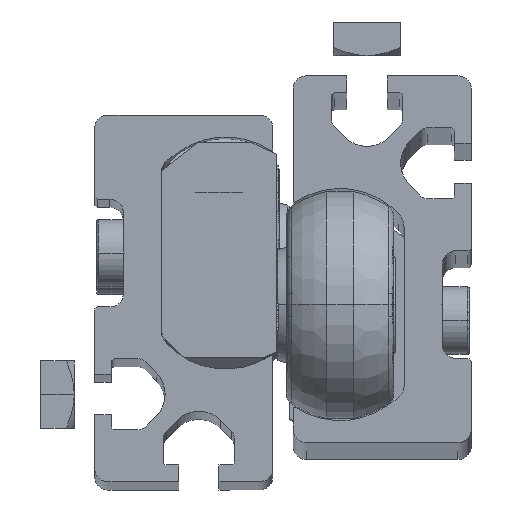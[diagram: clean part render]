
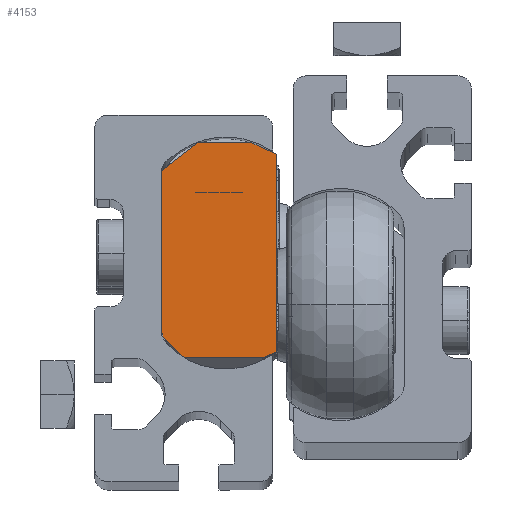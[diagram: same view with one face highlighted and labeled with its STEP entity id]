
A CAD part, top view. The second image highlights one B-rep face of the part: STEP entity #4153.
In plain terms, the highlighted face is planar.
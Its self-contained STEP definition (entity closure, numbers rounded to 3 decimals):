
#397 = DIRECTION ( 'NONE',  ( 0., 1., 0. ) ) ;
#846 = CARTESIAN_POINT ( 'NONE',  ( 19., 16.5, 3. ) ) ;
#849 = EDGE_CURVE ( 'NONE', #4736, #10584, #16844, .T. ) ;
#1104 = LINE ( 'NONE', #23032, #12010 ) ;
#1152 = EDGE_LOOP ( 'NONE', ( #8938, #4608, #17677, #7943, #18151, #18958, #21549, #6794 ) ) ;
#1244 = CARTESIAN_POINT ( 'NONE',  ( 19., -15.5, 5.2 ) ) ;
#1620 = CARTESIAN_POINT ( 'NONE',  ( 19., -14.661, -8.5 ) ) ;
#1830 = VECTOR ( 'NONE', #8679, 1000. ) ;
#2657 = CARTESIAN_POINT ( 'NONE',  ( 19., 16.5, -4.6 ) ) ;
#3073 = DIRECTION ( 'NONE',  ( 0., 0., -1. ) ) ;
#3175 = VERTEX_POINT ( 'NONE', #18080 ) ;
#3587 = DIRECTION ( 'NONE',  ( -1., 0., 0. ) ) ;
#4153 = ADVANCED_FACE ( 'NONE', ( #12331 ), #14605, .F. ) ;
#4463 = EDGE_CURVE ( 'NONE', #14301, #22062, #13875, .T. ) ;
#4608 = ORIENTED_EDGE ( 'NONE', *, *, #20882, .F. ) ;
#4736 = VERTEX_POINT ( 'NONE', #15634 ) ;
#6552 = VECTOR ( 'NONE', #397, 1000. ) ;
#6611 = DIRECTION ( 'NONE',  ( 0., -0.707, -0.707 ) ) ;
#6620 = VECTOR ( 'NONE', #18716, 1000. ) ;
#6794 = ORIENTED_EDGE ( 'NONE', *, *, #8713, .T. ) ;
#6927 = CARTESIAN_POINT ( 'NONE',  ( 19., 1.5, 22.2 ) ) ;
#7119 = LINE ( 'NONE', #21511, #18859 ) ;
#7316 = VECTOR ( 'NONE', #9966, 1000. ) ;
#7943 = ORIENTED_EDGE ( 'NONE', *, *, #4463, .T. ) ;
#8435 = VERTEX_POINT ( 'NONE', #23287 ) ;
#8459 = CARTESIAN_POINT ( 'NONE',  ( 19., -15.5, 5.2 ) ) ;
#8679 = DIRECTION ( 'NONE',  ( 0., -0.423, 0.906 ) ) ;
#8713 = EDGE_CURVE ( 'NONE', #4736, #19833, #20897, .T. ) ;
#8938 = ORIENTED_EDGE ( 'NONE', *, *, #21008, .F. ) ;
#9966 = DIRECTION ( 'NONE',  ( 0., 0.616, -0.788 ) ) ;
#10176 = VECTOR ( 'NONE', #3073, 1000. ) ;
#10584 = VERTEX_POINT ( 'NONE', #19525 ) ;
#10730 = LINE ( 'NONE', #1620, #1830 ) ;
#12010 = VECTOR ( 'NONE', #6611, 1000. ) ;
#12331 = FACE_OUTER_BOUND ( 'NONE', #1152, .T. ) ;
#12839 = EDGE_CURVE ( 'NONE', #3175, #22062, #10730, .T. ) ;
#13008 = CARTESIAN_POINT ( 'NONE',  ( 19., 16.5, -4.6 ) ) ;
#13138 = DIRECTION ( 'NONE',  ( 0., -0.423, -0.906 ) ) ;
#13702 = CARTESIAN_POINT ( 'NONE',  ( 19., -15.5, -6.7 ) ) ;
#13875 = LINE ( 'NONE', #8459, #10176 ) ;
#14301 = VERTEX_POINT ( 'NONE', #1244 ) ;
#14605 = PLANE ( 'NONE',  #17804 ) ;
#15634 = CARTESIAN_POINT ( 'NONE',  ( 19., 16.5, -4.6 ) ) ;
#16844 = LINE ( 'NONE', #13008, #20268 ) ;
#16866 = EDGE_CURVE ( 'NONE', #10584, #3175, #7119, .T. ) ;
#17677 = ORIENTED_EDGE ( 'NONE', *, *, #19455, .T. ) ;
#17804 = AXIS2_PLACEMENT_3D ( 'NONE', #6927, #3587, #21563 ) ;
#18080 = CARTESIAN_POINT ( 'NONE',  ( 19., -14.661, -8.5 ) ) ;
#18151 = ORIENTED_EDGE ( 'NONE', *, *, #12839, .F. ) ;
#18716 = DIRECTION ( 'NONE',  ( 0., 0., 1. ) ) ;
#18724 = LINE ( 'NONE', #20184, #6552 ) ;
#18859 = VECTOR ( 'NONE', #19720, 1000. ) ;
#18958 = ORIENTED_EDGE ( 'NONE', *, *, #16866, .F. ) ;
#18974 = LINE ( 'NONE', #22814, #7316 ) ;
#19455 = EDGE_CURVE ( 'NONE', #22191, #14301, #1104, .T. ) ;
#19525 = CARTESIAN_POINT ( 'NONE',  ( 19., 14.681, -8.5 ) ) ;
#19720 = DIRECTION ( 'NONE',  ( 0., -1., 0. ) ) ;
#19833 = VERTEX_POINT ( 'NONE', #846 ) ;
#20184 = CARTESIAN_POINT ( 'NONE',  ( 19., -12.2, 8.5 ) ) ;
#20268 = VECTOR ( 'NONE', #13138, 1000. ) ;
#20882 = EDGE_CURVE ( 'NONE', #22191, #8435, #18724, .T. ) ;
#20897 = LINE ( 'NONE', #2657, #6620 ) ;
#21008 = EDGE_CURVE ( 'NONE', #8435, #19833, #18974, .T. ) ;
#21511 = CARTESIAN_POINT ( 'NONE',  ( 19., 14.681, -8.5 ) ) ;
#21549 = ORIENTED_EDGE ( 'NONE', *, *, #849, .F. ) ;
#21563 = DIRECTION ( 'NONE',  ( 0., 0., 1. ) ) ;
#22062 = VERTEX_POINT ( 'NONE', #13702 ) ;
#22191 = VERTEX_POINT ( 'NONE', #23388 ) ;
#22814 = CARTESIAN_POINT ( 'NONE',  ( 19., 12.203, 8.5 ) ) ;
#23032 = CARTESIAN_POINT ( 'NONE',  ( 19., -12.2, 8.5 ) ) ;
#23287 = CARTESIAN_POINT ( 'NONE',  ( 19., 12.203, 8.5 ) ) ;
#23388 = CARTESIAN_POINT ( 'NONE',  ( 19., -12.2, 8.5 ) ) ;
